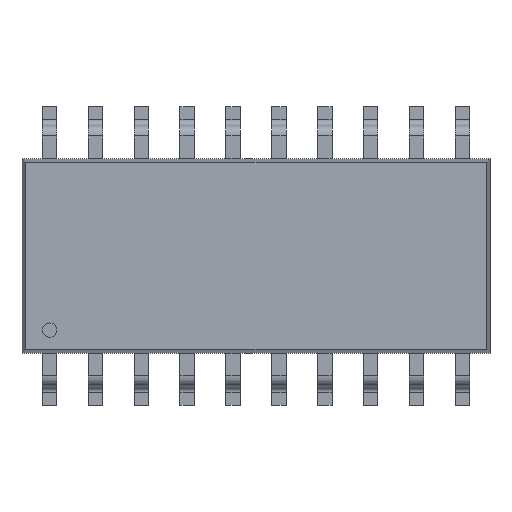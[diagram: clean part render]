
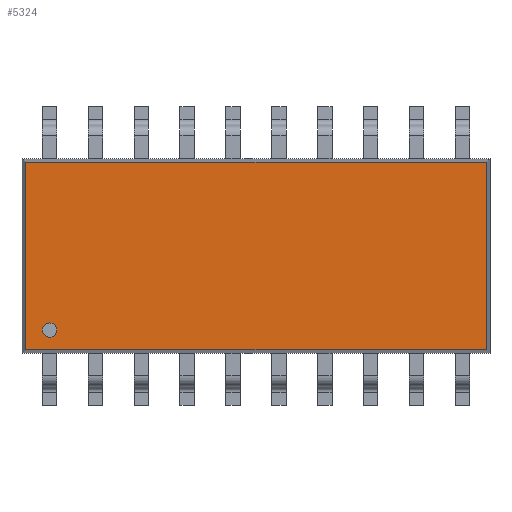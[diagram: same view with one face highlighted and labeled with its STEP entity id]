
A CAD part, top view. The second image highlights one B-rep face of the part: STEP entity #5324.
In plain terms, the highlighted planar face has unit normal (0, 0, 1).
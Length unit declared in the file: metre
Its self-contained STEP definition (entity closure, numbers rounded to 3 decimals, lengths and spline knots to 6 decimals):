
#303=CIRCLE('',#6048,0.0002);
#1761=ORIENTED_EDGE('',*,*,#2537,.T.);
#1762=ORIENTED_EDGE('',*,*,#2538,.T.);
#1763=ORIENTED_EDGE('',*,*,#2539,.T.);
#1764=ORIENTED_EDGE('',*,*,#2540,.T.);
#1765=ORIENTED_EDGE('',*,*,#2541,.T.);
#2537=EDGE_CURVE('',#3043,#3043,#303,.F.);
#2538=EDGE_CURVE('',#3044,#3045,#3625,.T.);
#2539=EDGE_CURVE('',#3045,#3046,#3626,.T.);
#2540=EDGE_CURVE('',#3046,#3047,#3627,.T.);
#2541=EDGE_CURVE('',#3047,#3044,#3628,.T.);
#3043=VERTEX_POINT('',#9134);
#3044=VERTEX_POINT('',#9136);
#3045=VERTEX_POINT('',#9137);
#3046=VERTEX_POINT('',#9139);
#3047=VERTEX_POINT('',#9141);
#3625=LINE('',#9135,#4213);
#3626=LINE('',#9138,#4214);
#3627=LINE('',#9140,#4215);
#3628=LINE('',#9142,#4216);
#4213=VECTOR('',#7567,1.);
#4214=VECTOR('',#7568,1.);
#4215=VECTOR('',#7569,1.);
#4216=VECTOR('',#7570,1.);
#4513=EDGE_LOOP('',(#1761));
#4514=EDGE_LOOP('',(#1762,#1763,#1764,#1765));
#4811=FACE_BOUND('',#4513,.T.);
#4812=FACE_BOUND('',#4514,.T.);
#5029=PLANE('',#6047);
#5324=ADVANCED_FACE('',(#4811,#4812),#5029,.T.);
#6047=AXIS2_PLACEMENT_3D('',#9132,#7563,#7564);
#6048=AXIS2_PLACEMENT_3D('',#9133,#7565,#7566);
#7563=DIRECTION('',(0.,0.,1.));
#7564=DIRECTION('',(1.,0.,0.));
#7565=DIRECTION('',(0.,0.,1.));
#7566=DIRECTION('',(1.,0.,0.));
#7567=DIRECTION('',(0.,1.,0.));
#7568=DIRECTION('',(-1.,0.,0.));
#7569=DIRECTION('',(0.,-1.,0.));
#7570=DIRECTION('',(1.,0.,0.));
#9132=CARTESIAN_POINT('',(0.,0.,0.00203));
#9133=CARTESIAN_POINT('',(-0.00571,-0.002055,0.00203));
#9134=CARTESIAN_POINT('',(-0.00551,-0.002055,0.00203));
#9135=CARTESIAN_POINT('',(0.006375,0.,0.00203));
#9136=CARTESIAN_POINT('',(0.006375,-0.00259,0.00203));
#9137=CARTESIAN_POINT('',(0.006375,0.00259,0.00203));
#9138=CARTESIAN_POINT('',(0.,0.00259,0.00203));
#9139=CARTESIAN_POINT('',(-0.006375,0.00259,0.00203));
#9140=CARTESIAN_POINT('',(-0.006375,-0.00269,0.00203));
#9141=CARTESIAN_POINT('',(-0.006375,-0.00259,0.00203));
#9142=CARTESIAN_POINT('',(0.006475,-0.00259,0.00203));
